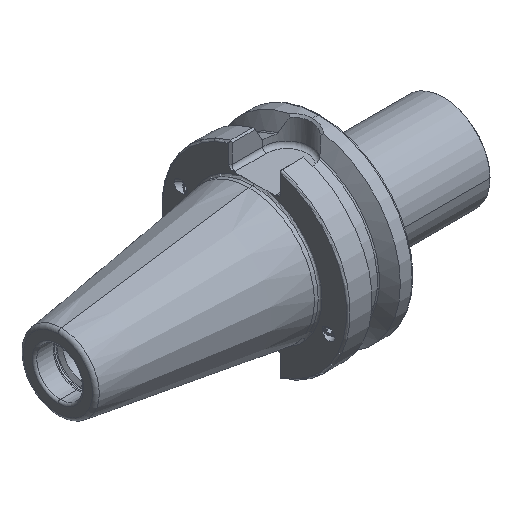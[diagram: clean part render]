
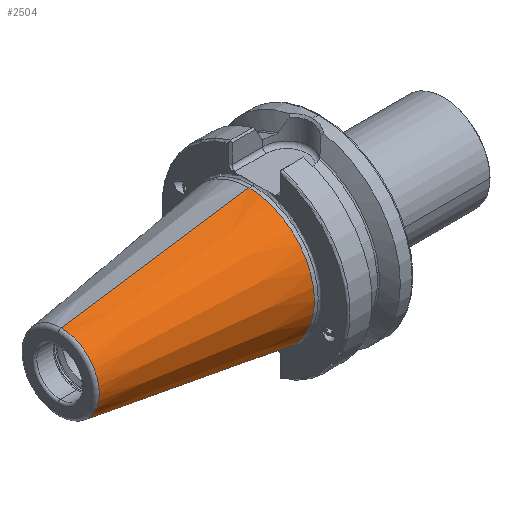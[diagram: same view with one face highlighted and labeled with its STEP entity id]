
A CAD part, isometric view. The second image highlights one B-rep face of the part: STEP entity #2504.
In plain terms, the highlighted conical face has half-angle 8.297 degrees and reference radius 34.925 mm.
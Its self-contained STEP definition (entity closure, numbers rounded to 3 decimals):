
#9 = VERTEX_POINT ( 'NONE', #6070 ) ;
#118 = DIRECTION ( 'NONE',  ( 1., 0., 0. ) ) ;
#429 = ORIENTED_EDGE ( 'NONE', *, *, #584, .F. ) ;
#498 = AXIS2_PLACEMENT_3D ( 'NONE', #4495, #118, #4692 ) ;
#584 = EDGE_CURVE ( 'NONE', #9, #2460, #6345, .T. ) ;
#857 = AXIS2_PLACEMENT_3D ( 'NONE', #1053, #1121, #1553 ) ;
#1053 = CARTESIAN_POINT ( 'NONE',  ( -100.089, 0., 0. ) ) ;
#1121 = DIRECTION ( 'NONE',  ( -1., 0., 0. ) ) ;
#1363 = CARTESIAN_POINT ( 'NONE',  ( -100.089, 0., 20.329 ) ) ;
#1553 = DIRECTION ( 'NONE',  ( 0., 0., 1. ) ) ;
#1746 = CARTESIAN_POINT ( 'NONE',  ( 0., 0., 34.925 ) ) ;
#1823 = CARTESIAN_POINT ( 'NONE',  ( 0., 0., 0. ) ) ;
#2325 = DIRECTION ( 'NONE',  ( -1., 0., 0. ) ) ;
#2351 = CARTESIAN_POINT ( 'NONE',  ( 0., 0., 34.925 ) ) ;
#2460 = VERTEX_POINT ( 'NONE', #1363 ) ;
#2504 = ADVANCED_FACE ( 'NONE', ( #3213 ), #5874, .T. ) ;
#2530 = AXIS2_PLACEMENT_3D ( 'NONE', #1823, #2325, #5831 ) ;
#2586 = EDGE_CURVE ( 'NONE', #9, #5043, #3443, .T. ) ;
#2651 = EDGE_LOOP ( 'NONE', ( #3323, #429, #5843, #5706 ) ) ;
#2964 = LINE ( 'NONE', #1746, #4578 ) ;
#2998 = CARTESIAN_POINT ( 'NONE',  ( 0., 0., -34.925 ) ) ;
#3213 = FACE_OUTER_BOUND ( 'NONE', #2651, .T. ) ;
#3323 = ORIENTED_EDGE ( 'NONE', *, *, #4470, .F. ) ;
#3443 = LINE ( 'NONE', #6273, #6241 ) ;
#3514 = VERTEX_POINT ( 'NONE', #2351 ) ;
#3943 = CIRCLE ( 'NONE', #2530, 34.925 ) ;
#4280 = DIRECTION ( 'NONE',  ( 0.99, 0., -0.144 ) ) ;
#4470 = EDGE_CURVE ( 'NONE', #2460, #3514, #2964, .T. ) ;
#4495 = CARTESIAN_POINT ( 'NONE',  ( 0., 0., 0. ) ) ;
#4578 = VECTOR ( 'NONE', #4882, 1000. ) ;
#4692 = DIRECTION ( 'NONE',  ( 0., 0., -1. ) ) ;
#4882 = DIRECTION ( 'NONE',  ( 0.99, 0., 0.144 ) ) ;
#5043 = VERTEX_POINT ( 'NONE', #2998 ) ;
#5373 = EDGE_CURVE ( 'NONE', #5043, #3514, #3943, .T. ) ;
#5706 = ORIENTED_EDGE ( 'NONE', *, *, #5373, .T. ) ;
#5831 = DIRECTION ( 'NONE',  ( 0., 0., 1. ) ) ;
#5843 = ORIENTED_EDGE ( 'NONE', *, *, #2586, .T. ) ;
#5874 = CONICAL_SURFACE ( 'NONE', #498, 34.925, 0.145 ) ;
#6070 = CARTESIAN_POINT ( 'NONE',  ( -100.089, 0., -20.329 ) ) ;
#6241 = VECTOR ( 'NONE', #4280, 1000. ) ;
#6273 = CARTESIAN_POINT ( 'NONE',  ( 0., 0., -34.925 ) ) ;
#6345 = CIRCLE ( 'NONE', #857, 20.329 ) ;
